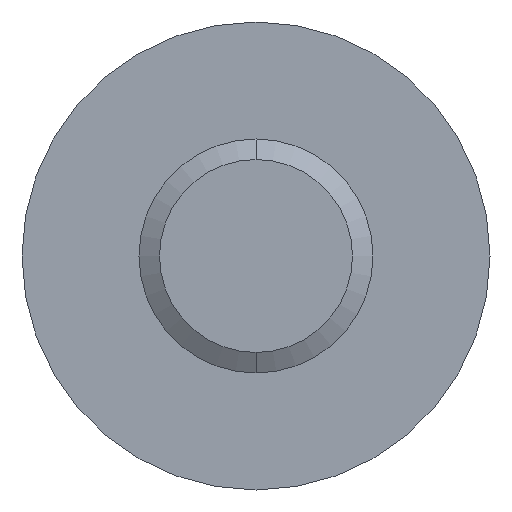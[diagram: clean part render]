
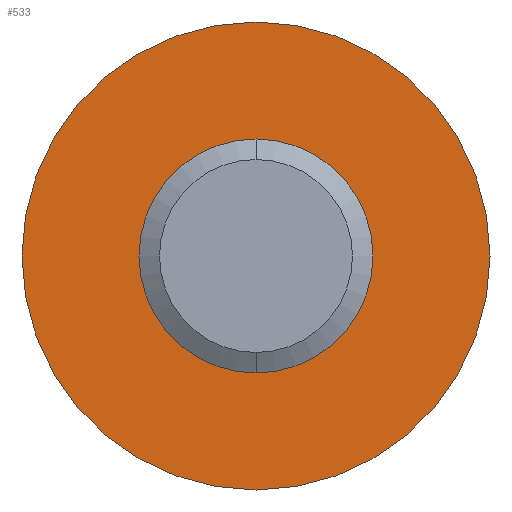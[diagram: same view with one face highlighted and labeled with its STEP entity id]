
A CAD part, front view. The second image highlights one B-rep face of the part: STEP entity #533.
In plain terms, the highlighted planar face has unit normal (0, -1, 0).
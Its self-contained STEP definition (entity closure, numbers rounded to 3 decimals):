
#111=CARTESIAN_POINT('',(0.,-13.5,-4.5));
#112=DIRECTION('',(0.,-1.,0.));
#113=DIRECTION('',(0.,0.,-1.));
#114=AXIS2_PLACEMENT_3D('',#111,#112,#113);
#119=CARTESIAN_POINT('',(0.,-13.5,-4.5));
#120=DIRECTION('',(0.,-1.,0.));
#121=DIRECTION('',(0.,0.,1.));
#122=AXIS2_PLACEMENT_3D('',#119,#120,#121);
#127=CARTESIAN_POINT('',(0.,-13.5,-4.5));
#128=DIRECTION('',(0.,1.,0.));
#129=DIRECTION('',(-1.,0.,0.));
#130=AXIS2_PLACEMENT_3D('',#127,#128,#129);
#135=CARTESIAN_POINT('',(0.,-13.5,-4.5));
#136=DIRECTION('',(0.,1.,0.));
#137=DIRECTION('',(1.,0.,0.));
#138=AXIS2_PLACEMENT_3D('',#135,#136,#137);
#363=CARTESIAN_POINT('',(-2.,-13.5,-4.5));
#364=VERTEX_POINT('',#363);
#365=CARTESIAN_POINT('',(2.,-13.5,-4.5));
#366=VERTEX_POINT('',#365);
#367=CARTESIAN_POINT('',(0.,-13.5,-0.5));
#368=CARTESIAN_POINT('',(0.,-13.5,-8.5));
#369=VERTEX_POINT('',#367);
#370=VERTEX_POINT('',#368);
#518=CARTESIAN_POINT('',(0.,-13.5,-4.5));
#519=DIRECTION('',(0.,-1.,0.));
#520=DIRECTION('',(0.,0.,-1.));
#521=AXIS2_PLACEMENT_3D('',#518,#519,#520);
#522=PLANE('',#521);
#524=ORIENTED_EDGE('',*,*,#523,.F.);
#526=ORIENTED_EDGE('',*,*,#525,.F.);
#527=EDGE_LOOP('',(#524,#526));
#528=FACE_OUTER_BOUND('',#527,.F.);
#529=ORIENTED_EDGE('',*,*,#443,.F.);
#530=ORIENTED_EDGE('',*,*,#466,.F.);
#531=EDGE_LOOP('',(#529,#530));
#532=FACE_BOUND('',#531,.F.);
#115=CIRCLE('',#114,4.);
#123=CIRCLE('',#122,4.);
#131=CIRCLE('',#130,2.);
#139=CIRCLE('',#138,2.);
#443=EDGE_CURVE('',#364,#366,#131,.T.);
#466=EDGE_CURVE('',#366,#364,#139,.T.);
#523=EDGE_CURVE('',#370,#369,#115,.T.);
#525=EDGE_CURVE('',#369,#370,#123,.T.);
#533=ADVANCED_FACE('',(#528,#532),#522,.T.);
